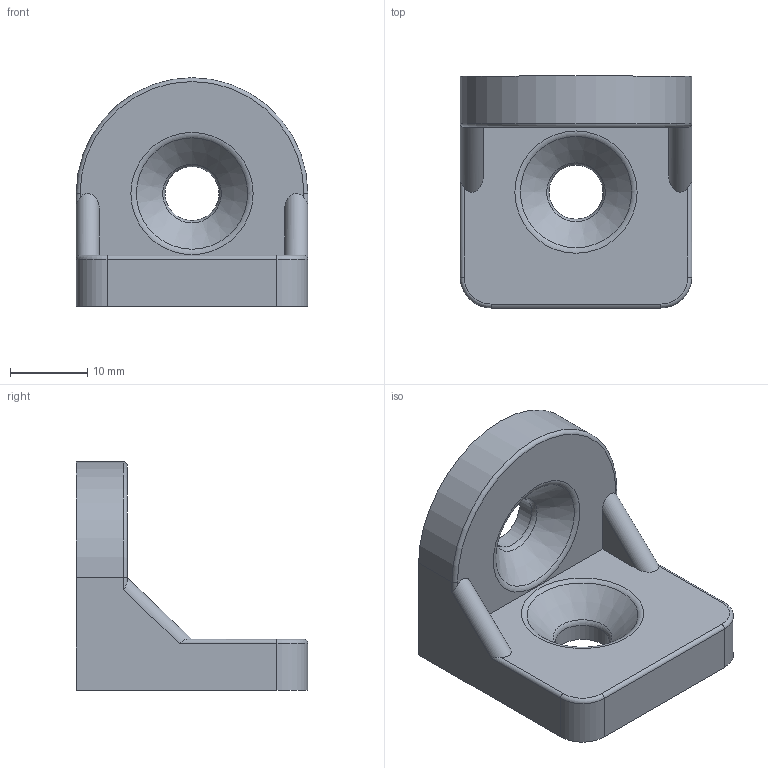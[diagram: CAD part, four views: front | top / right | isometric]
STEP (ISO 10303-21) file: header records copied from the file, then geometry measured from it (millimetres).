
FILE_DESCRIPTION(/* description */ (''),/* implementation_level */ '2;1');
FILE_NAME(/* name */ 'HW2841BC-Cast 90 Degree Corner Bracket for 3030 - No tabs - Black.step',/* time_stamp */ '2022-09-19T15:12:09+01:00',/* author */ (''),/* organization */ (''),/* preprocessor_version */ 'ST-DEVELOPER v19',/* originating_system */ 'Autodesk Translation Framework v11.7.0.108',/* authorisation */ '');
FILE_SCHEMA (('AUTOMOTIVE_DESIGN { 1 0 10303 214 3 1 1 }'));
Length unit declared in the file: millimetre
Products named in the file (1): HW2841BC
Bounding box: 30 x 30 x 29.6 mm (x, y, z)
Volume: 6928.6 mm3; surface area: 5119.7 mm2
Topology: 1 solids, 1 shells, 78 faces, 198 edges, 130 vertices
Faces by surface type: plane 45, cylinder 16, cone 10, torus 7
Full cylindrical faces by diameter (mm): 7 x2
Entity records: 2405 total; most frequent: CARTESIAN_POINT 459, DIRECTION 403, ORIENTED_EDGE 396, EDGE_CURVE 198, AXIS2_PLACEMENT_3D 146, VERTEX_POINT 130, LINE 111, VECTOR 111
